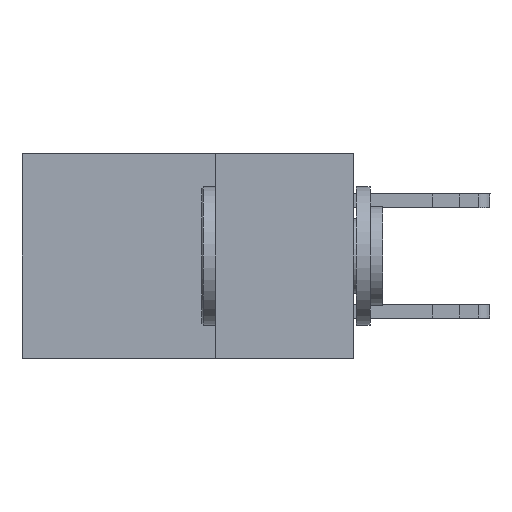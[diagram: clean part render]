
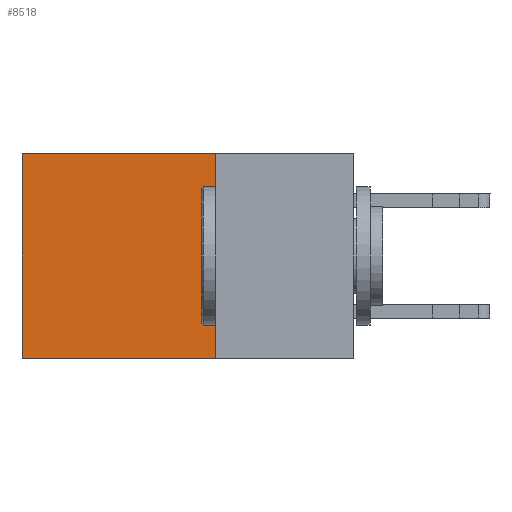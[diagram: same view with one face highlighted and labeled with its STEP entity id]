
A CAD part, left-side view. The second image highlights one B-rep face of the part: STEP entity #8518.
In plain terms, the highlighted planar face has unit normal (-1, 0, 0).
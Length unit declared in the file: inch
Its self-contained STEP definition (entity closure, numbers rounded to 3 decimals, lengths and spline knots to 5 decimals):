
#840 = DIRECTION ( 'NONE',  ( 0., 1., 0. ) ) ;
#1032 = VERTEX_POINT ( 'NONE', #2871 ) ;
#1669 = LINE ( 'NONE', #21078, #12197 ) ;
#2433 = ORIENTED_EDGE ( 'NONE', *, *, #6985, .F. ) ;
#2870 = EDGE_CURVE ( 'NONE', #15056, #1032, #15200, .T. ) ;
#2871 = CARTESIAN_POINT ( 'NONE',  ( 0.2875, 0.6, -0.37 ) ) ;
#4152 = CARTESIAN_POINT ( 'NONE',  ( 0.2875, 0.25, -0.37 ) ) ;
#4196 = FACE_OUTER_BOUND ( 'NONE', #19225, .T. ) ;
#4342 = DIRECTION ( 'NONE',  ( 0., 0., -1. ) ) ;
#4388 = ORIENTED_EDGE ( 'NONE', *, *, #9619, .F. ) ;
#4704 = ORIENTED_EDGE ( 'NONE', *, *, #2870, .T. ) ;
#5163 = VECTOR ( 'NONE', #6447, 39.37008 ) ;
#5824 = ORIENTED_EDGE ( 'NONE', *, *, #18682, .T. ) ;
#6098 = CARTESIAN_POINT ( 'NONE',  ( 0.2875, 0.25, 0. ) ) ;
#6447 = DIRECTION ( 'NONE',  ( 0., 0., -1. ) ) ;
#6985 = EDGE_CURVE ( 'NONE', #20700, #10022, #14270, .T. ) ;
#7725 = VECTOR ( 'NONE', #7817, 39.37008 ) ;
#7817 = DIRECTION ( 'NONE',  ( 0., 0., -1. ) ) ;
#8518 = ADVANCED_FACE ( 'NONE', ( #4196 ), #15769, .F. ) ;
#9424 = LINE ( 'NONE', #4152, #21295 ) ;
#9602 = CARTESIAN_POINT ( 'NONE',  ( 0.2875, 0.25, -0.37 ) ) ;
#9619 = EDGE_CURVE ( 'NONE', #10022, #1032, #9424, .T. ) ;
#10022 = VERTEX_POINT ( 'NONE', #9602 ) ;
#10883 = CARTESIAN_POINT ( 'NONE',  ( 0.2875, 0.25, 0. ) ) ;
#12197 = VECTOR ( 'NONE', #16205, 39.37008 ) ;
#12587 = DIRECTION ( 'NONE',  ( 1., 0., 0. ) ) ;
#14270 = LINE ( 'NONE', #6098, #7725 ) ;
#15056 = VERTEX_POINT ( 'NONE', #15222 ) ;
#15200 = LINE ( 'NONE', #16588, #5163 ) ;
#15222 = CARTESIAN_POINT ( 'NONE',  ( 0.2875, 0.6, 0. ) ) ;
#15769 = PLANE ( 'NONE',  #20365 ) ;
#16205 = DIRECTION ( 'NONE',  ( 0., 1., 0. ) ) ;
#16588 = CARTESIAN_POINT ( 'NONE',  ( 0.2875, 0.6, 0. ) ) ;
#17767 = CARTESIAN_POINT ( 'NONE',  ( 0.2875, 0.25, 0. ) ) ;
#18682 = EDGE_CURVE ( 'NONE', #20700, #15056, #1669, .T. ) ;
#19225 = EDGE_LOOP ( 'NONE', ( #4704, #4388, #2433, #5824 ) ) ;
#20365 = AXIS2_PLACEMENT_3D ( 'NONE', #17767, #12587, #4342 ) ;
#20700 = VERTEX_POINT ( 'NONE', #10883 ) ;
#21078 = CARTESIAN_POINT ( 'NONE',  ( 0.2875, 0.25, 0. ) ) ;
#21295 = VECTOR ( 'NONE', #840, 39.37008 ) ;
